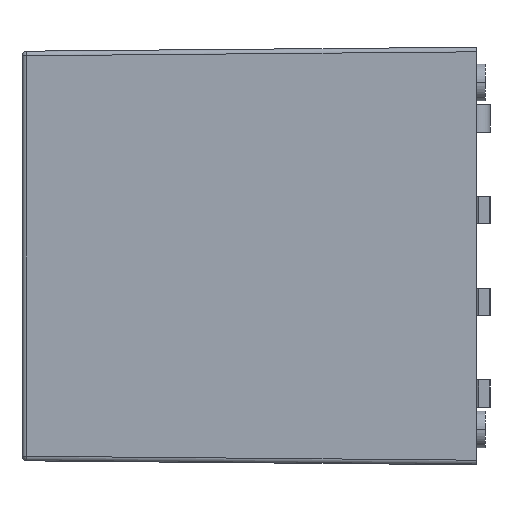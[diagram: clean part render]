
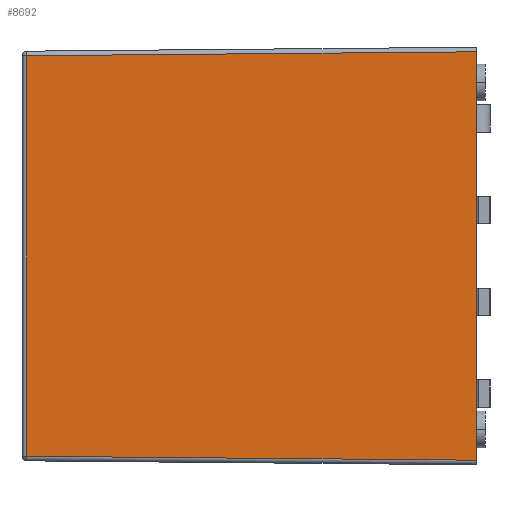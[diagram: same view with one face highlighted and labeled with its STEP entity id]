
A CAD part, left-side view. The second image highlights one B-rep face of the part: STEP entity #8692.
In plain terms, the highlighted face is planar.
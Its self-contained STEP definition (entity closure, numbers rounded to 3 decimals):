
#485 = VERTEX_POINT ( 'NONE', #3516 ) ;
#899 = AXIS2_PLACEMENT_3D ( 'NONE', #9988, #6212, #1850 ) ;
#1045 = DIRECTION ( 'NONE',  ( 0., -1., 0. ) ) ;
#1239 = VECTOR ( 'NONE', #1045, 1000. ) ;
#1355 = EDGE_CURVE ( 'NONE', #485, #7133, #8073, .T. ) ;
#1580 = DIRECTION ( 'NONE',  ( -0.009, -0.009, 1. ) ) ;
#1687 = EDGE_LOOP ( 'NONE', ( #4008, #1906, #1793, #5548 ) ) ;
#1793 = ORIENTED_EDGE ( 'NONE', *, *, #1355, .T. ) ;
#1850 = DIRECTION ( 'NONE',  ( 0., -1., 0. ) ) ;
#1906 = ORIENTED_EDGE ( 'NONE', *, *, #5636, .T. ) ;
#2098 = EDGE_CURVE ( 'NONE', #7133, #4716, #10033, .T. ) ;
#2417 = VECTOR ( 'NONE', #4803, 1000. ) ;
#2902 = VECTOR ( 'NONE', #1580, 1000. ) ;
#2907 = LINE ( 'NONE', #6392, #2914 ) ;
#2914 = VECTOR ( 'NONE', #9937, 1000. ) ;
#2964 = CARTESIAN_POINT ( 'NONE',  ( 5.907, -5.441, 8.476 ) ) ;
#2966 = CARTESIAN_POINT ( 'NONE',  ( 5.993, -5.341, -1.325 ) ) ;
#3516 = CARTESIAN_POINT ( 'NONE',  ( 5.907, 3.474, 8.476 ) ) ;
#4008 = ORIENTED_EDGE ( 'NONE', *, *, #7278, .T. ) ;
#4716 = VERTEX_POINT ( 'NONE', #2966 ) ;
#4803 = DIRECTION ( 'NONE',  ( 0.009, -0.009, -1. ) ) ;
#5548 = ORIENTED_EDGE ( 'NONE', *, *, #2098, .T. ) ;
#5636 = EDGE_CURVE ( 'NONE', #11296, #485, #7855, .T. ) ;
#6051 = CARTESIAN_POINT ( 'NONE',  ( 5.992, 3.559, -1.246 ) ) ;
#6212 = DIRECTION ( 'NONE',  ( 1., 0., 0.009 ) ) ;
#6392 = CARTESIAN_POINT ( 'NONE',  ( 5.993, -5.441, -1.325 ) ) ;
#6548 = CARTESIAN_POINT ( 'NONE',  ( 5.993, -5.341, -1.326 ) ) ;
#7133 = VERTEX_POINT ( 'NONE', #8209 ) ;
#7138 = FACE_OUTER_BOUND ( 'NONE', #1687, .T. ) ;
#7254 = PLANE ( 'NONE',  #899 ) ;
#7278 = EDGE_CURVE ( 'NONE', #4716, #11296, #2907, .T. ) ;
#7855 = LINE ( 'NONE', #6051, #2902 ) ;
#8073 = LINE ( 'NONE', #2964, #1239 ) ;
#8209 = CARTESIAN_POINT ( 'NONE',  ( 5.907, -5.255, 8.476 ) ) ;
#8692 = ADVANCED_FACE ( 'NONE', ( #7138 ), #7254, .T. ) ;
#9937 = DIRECTION ( 'NONE',  ( 0., 1., 0. ) ) ;
#9988 = CARTESIAN_POINT ( 'NONE',  ( 5.993, -5.441, -1.325 ) ) ;
#10033 = LINE ( 'NONE', #6548, #2417 ) ;
#11296 = VERTEX_POINT ( 'NONE', #11406 ) ;
#11406 = CARTESIAN_POINT ( 'NONE',  ( 5.993, 3.559, -1.325 ) ) ;
